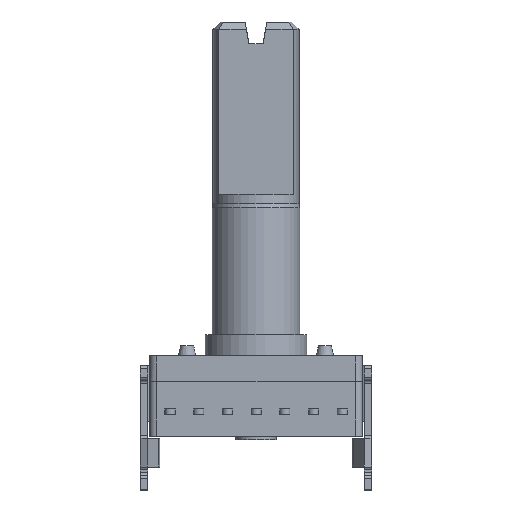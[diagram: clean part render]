
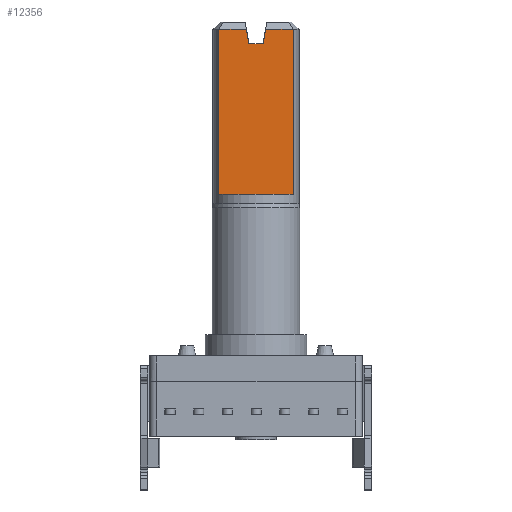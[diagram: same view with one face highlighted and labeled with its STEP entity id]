
A CAD part, front view. The second image highlights one B-rep face of the part: STEP entity #12356.
In plain terms, the highlighted planar face has unit normal (0, -1, 0).
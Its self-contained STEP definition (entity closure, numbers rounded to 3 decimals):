
#12113=CARTESIAN_POINT('',(-0.5,-1.5,50.982));
#12114=VERTEX_POINT('',#12113);
#12121=CARTESIAN_POINT('',(0.5,-1.5,50.982));
#12122=VERTEX_POINT('',#12121);
#12123=CARTESIAN_POINT('',(0.5,-1.5,50.982));
#12124=DIRECTION('',(-1.0,0.0,0.0));
#12125=VECTOR('',#12124,1.);
#12126=LINE('',#12123,#12125);
#12127=EDGE_CURVE('',#12122,#12114,#12126,.T.);
#12168=CARTESIAN_POINT('',(-0.667,-1.5,51.982));
#12169=VERTEX_POINT('',#12168);
#12176=CARTESIAN_POINT('',(-0.667,-1.5,51.982));
#12177=DIRECTION('',(0.164,0.,-0.986));
#12178=VECTOR('',#12177,1.014);
#12179=LINE('',#12176,#12178);
#12180=EDGE_CURVE('',#12169,#12114,#12179,.T.);
#12223=CARTESIAN_POINT('',(0.667,-1.5,51.982));
#12224=VERTEX_POINT('',#12223);
#12225=CARTESIAN_POINT('',(0.5,-1.5,50.982));
#12226=DIRECTION('',(0.164,0.,0.986));
#12227=VECTOR('',#12226,1.014);
#12228=LINE('',#12225,#12227);
#12229=EDGE_CURVE('',#12122,#12224,#12228,.T.);
#12254=CARTESIAN_POINT('',(2.598,-1.5,51.982));
#12255=VERTEX_POINT('',#12254);
#12256=CARTESIAN_POINT('',(0.667,-1.5,51.982));
#12257=DIRECTION('',(1.0,0.0,0.0));
#12258=VECTOR('',#12257,1.931);
#12259=LINE('',#12256,#12258);
#12260=EDGE_CURVE('',#12224,#12255,#12259,.T.);
#12315=CARTESIAN_POINT('',(6.591,-1.5,52.482));
#12316=DIRECTION('',(0.0,1.0,0.0));
#12317=DIRECTION('',(0.0,0.0,1.0));
#12318=AXIS2_PLACEMENT_3D('',#12315,#12316,#12317);
#12319=PLANE('',#12318);
#12320=ORIENTED_EDGE('',*,*,#12260,.F.);
#12321=ORIENTED_EDGE('',*,*,#12229,.F.);
#12322=ORIENTED_EDGE('',*,*,#12127,.T.);
#12323=ORIENTED_EDGE('',*,*,#12180,.F.);
#12324=CARTESIAN_POINT('',(-2.598,-1.5,51.982));
#12325=VERTEX_POINT('',#12324);
#12326=CARTESIAN_POINT('',(-2.598,-1.5,51.982));
#12327=DIRECTION('',(1.0,0.0,0.0));
#12328=VECTOR('',#12327,1.931);
#12329=LINE('',#12326,#12328);
#12330=EDGE_CURVE('',#12325,#12169,#12329,.T.);
#12331=ORIENTED_EDGE('',*,*,#12330,.F.);
#12332=CARTESIAN_POINT('',(-2.598,-1.5,40.482));
#12333=VERTEX_POINT('',#12332);
#12334=CARTESIAN_POINT('',(-2.598,-1.5,40.482));
#12335=DIRECTION('',(0.0,0.0,1.0));
#12336=VECTOR('',#12335,11.5);
#12337=LINE('',#12334,#12336);
#12338=EDGE_CURVE('',#12333,#12325,#12337,.T.);
#12339=ORIENTED_EDGE('',*,*,#12338,.F.);
#12340=CARTESIAN_POINT('',(2.598,-1.5,40.482));
#12341=VERTEX_POINT('',#12340);
#12342=CARTESIAN_POINT('',(2.598,-1.5,40.482));
#12343=DIRECTION('',(-1.0,0.0,0.0));
#12344=VECTOR('',#12343,5.196);
#12345=LINE('',#12342,#12344);
#12346=EDGE_CURVE('',#12341,#12333,#12345,.T.);
#12347=ORIENTED_EDGE('',*,*,#12346,.F.);
#12348=CARTESIAN_POINT('',(2.598,-1.5,51.982));
#12349=DIRECTION('',(0.0,0.0,-1.0));
#12350=VECTOR('',#12349,11.5);
#12351=LINE('',#12348,#12350);
#12352=EDGE_CURVE('',#12255,#12341,#12351,.T.);
#12353=ORIENTED_EDGE('',*,*,#12352,.F.);
#12354=EDGE_LOOP('',(#12320,#12321,#12322,#12323,#12331,#12339,#12347,#12353));
#12355=FACE_OUTER_BOUND('',#12354,.T.);
#12356=ADVANCED_FACE('',(#12355),#12319,.F.);
